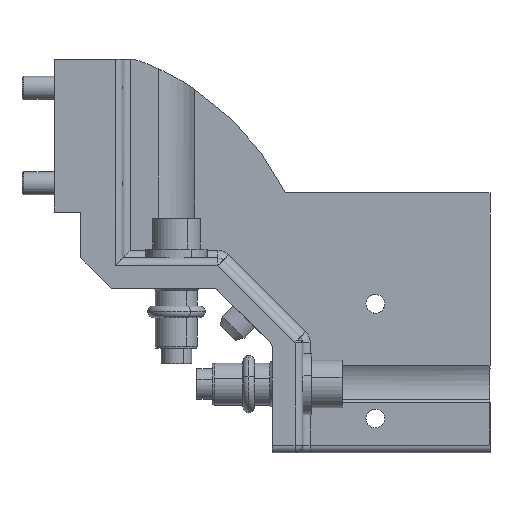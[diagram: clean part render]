
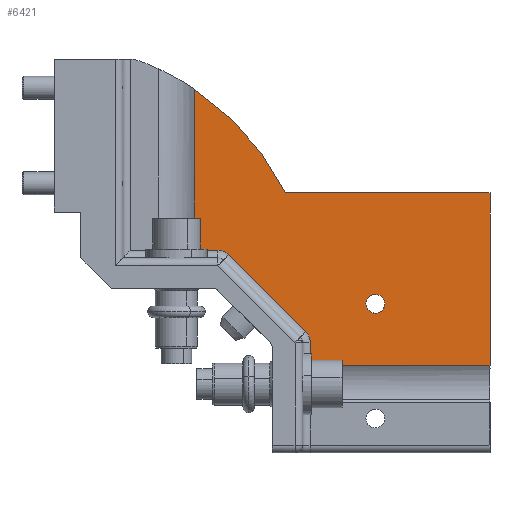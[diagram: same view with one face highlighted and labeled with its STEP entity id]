
A CAD part, front view. The second image highlights one B-rep face of the part: STEP entity #6421.
In plain terms, the highlighted planar face has unit normal (0, -1, 0).
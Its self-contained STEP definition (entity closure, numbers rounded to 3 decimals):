
#5083=AXIS2_PLACEMENT_3D('Circle Axis2P3D',#5081,#5082,$) ;
#5120=AXIS2_PLACEMENT_3D('Circle Axis2P3D',#5118,#5119,$) ;
#6360=AXIS2_PLACEMENT_3D('Plane Axis2P3D',#6357,#6358,#6359) ;
#6395=AXIS2_PLACEMENT_3D('Circle Axis2P3D',#6393,#6394,$) ;
#5076=CARTESIAN_POINT('Vertex',(49.842,-8.,19.821)) ;
#5081=CARTESIAN_POINT('Axis2P3D Location',(52.,-8.,21.)) ;
#5085=CARTESIAN_POINT('Vertex',(54.158,-8.,22.179)) ;
#5118=CARTESIAN_POINT('Axis2P3D Location',(52.,-8.,21.)) ;
#5283=CARTESIAN_POINT('Vertex',(35.,-8.,10.861)) ;
#5287=CARTESIAN_POINT('Control Point',(33.828,-8.,13.689)) ;
#5288=CARTESIAN_POINT('Control Point',(34.384,-8.,13.134)) ;
#5289=CARTESIAN_POINT('Control Point',(34.794,-8.,12.432)) ;
#5290=CARTESIAN_POINT('Control Point',(35.,-8.,11.646)) ;
#5291=CARTESIAN_POINT('Control Point',(35.,-8.,10.861)) ;
#5292=CARTESIAN_POINT('Vertex',(33.828,-8.,13.689)) ;
#5455=CARTESIAN_POINT('Vertex',(13.689,-8.,33.828)) ;
#5459=CARTESIAN_POINT('Control Point',(10.861,-8.,35.)) ;
#5460=CARTESIAN_POINT('Control Point',(11.646,-8.,35.)) ;
#5461=CARTESIAN_POINT('Control Point',(12.432,-8.,34.794)) ;
#5462=CARTESIAN_POINT('Control Point',(13.134,-8.,34.384)) ;
#5463=CARTESIAN_POINT('Control Point',(13.689,-8.,33.828)) ;
#5464=CARTESIAN_POINT('Vertex',(10.861,-8.,35.)) ;
#6314=CARTESIAN_POINT('Vertex',(28.5,-8.,50.)) ;
#6319=CARTESIAN_POINT('Line Origine',(55.25,-8.,50.)) ;
#6323=CARTESIAN_POINT('Vertex',(82.,-8.,50.)) ;
#6357=CARTESIAN_POINT('Axis2P3D Location',(0.,-8.,0.)) ;
#6362=CARTESIAN_POINT('Line Origine',(7.841,-8.,35.)) ;
#6366=CARTESIAN_POINT('Vertex',(4.822,-8.,35.)) ;
#6369=CARTESIAN_POINT('Line Origine',(23.759,-8.,23.759)) ;
#6374=CARTESIAN_POINT('Line Origine',(35.,-8.,7.841)) ;
#6378=CARTESIAN_POINT('Vertex',(35.,-8.,4.822)) ;
#6381=CARTESIAN_POINT('Line Origine',(58.5,-8.,4.822)) ;
#6385=CARTESIAN_POINT('Vertex',(82.,-8.,4.822)) ;
#6388=CARTESIAN_POINT('Line Origine',(82.,-8.,27.411)) ;
#6393=CARTESIAN_POINT('Axis2P3D Location',(-34.262,-8.,19.)) ;
#6397=CARTESIAN_POINT('Vertex',(4.822,-8.,77.073)) ;
#6400=CARTESIAN_POINT('Line Origine',(4.822,-8.,56.037)) ;
#5082=DIRECTION('Axis2P3D Direction',(0.,-1.,-0.)) ;
#5119=DIRECTION('Axis2P3D Direction',(0.,-1.,0.)) ;
#6320=DIRECTION('Vector Direction',(1.,0.,0.)) ;
#6358=DIRECTION('Axis2P3D Direction',(0.,1.,-0.)) ;
#6359=DIRECTION('Axis2P3D XDirection',(-1.,0.,0.)) ;
#6363=DIRECTION('Vector Direction',(1.,0.,0.)) ;
#6370=DIRECTION('Vector Direction',(-0.707,0.,0.707)) ;
#6375=DIRECTION('Vector Direction',(0.,0.,-1.)) ;
#6382=DIRECTION('Vector Direction',(1.,0.,0.)) ;
#6389=DIRECTION('Vector Direction',(0.,0.,-1.)) ;
#6394=DIRECTION('Axis2P3D Direction',(0.,1.,-0.)) ;
#6401=DIRECTION('Vector Direction',(0.,0.,1.)) ;
#6321=VECTOR('Line Direction',#6320,1.) ;
#6364=VECTOR('Line Direction',#6363,1.) ;
#6371=VECTOR('Line Direction',#6370,1.) ;
#6376=VECTOR('Line Direction',#6375,1.) ;
#6383=VECTOR('Line Direction',#6382,1.) ;
#6390=VECTOR('Line Direction',#6389,1.) ;
#6402=VECTOR('Line Direction',#6401,1.) ;
#6406=ORIENTED_EDGE('',*,*,#6368,.T.) ;
#6407=ORIENTED_EDGE('',*,*,#5466,.T.) ;
#6408=ORIENTED_EDGE('',*,*,#6373,.T.) ;
#6409=ORIENTED_EDGE('',*,*,#5294,.T.) ;
#6410=ORIENTED_EDGE('',*,*,#6380,.T.) ;
#6411=ORIENTED_EDGE('',*,*,#6387,.T.) ;
#6412=ORIENTED_EDGE('',*,*,#6392,.F.) ;
#6413=ORIENTED_EDGE('',*,*,#6325,.F.) ;
#6414=ORIENTED_EDGE('',*,*,#6399,.F.) ;
#6415=ORIENTED_EDGE('',*,*,#6404,.F.) ;
#6418=ORIENTED_EDGE('',*,*,#5087,.T.) ;
#6419=ORIENTED_EDGE('',*,*,#5122,.T.) ;
#6420=FACE_BOUND('',#6417,.T.) ;
#6421=ADVANCED_FACE('Brep With Voids',(#6416,#6420),#6361,.F.) ;
#5286=B_SPLINE_CURVE_WITH_KNOTS('',4,(#5287,#5288,#5289,#5290,#5291),.UNSPECIFIED.,.F.,.U.,(5,5),(0.,4.451),.UNSPECIFIED.) ;
#5458=B_SPLINE_CURVE_WITH_KNOTS('',4,(#5459,#5460,#5461,#5462,#5463),.UNSPECIFIED.,.F.,.U.,(5,5),(0.,4.451),.UNSPECIFIED.) ;
#5084=CIRCLE('generated circle',#5083,2.459) ;
#5121=CIRCLE('generated circle',#5120,2.459) ;
#6396=CIRCLE('generated circle',#6395,70.) ;
#5087=EDGE_CURVE('',#5086,#5077,#5084,.F.) ;
#5122=EDGE_CURVE('',#5077,#5086,#5121,.F.) ;
#5294=EDGE_CURVE('',#5293,#5284,#5286,.T.) ;
#5466=EDGE_CURVE('',#5465,#5456,#5458,.T.) ;
#6325=EDGE_CURVE('',#6315,#6324,#6322,.T.) ;
#6368=EDGE_CURVE('',#6367,#5465,#6365,.T.) ;
#6373=EDGE_CURVE('',#5456,#5293,#6372,.F.) ;
#6380=EDGE_CURVE('',#5284,#6379,#6377,.T.) ;
#6387=EDGE_CURVE('',#6379,#6386,#6384,.T.) ;
#6392=EDGE_CURVE('',#6324,#6386,#6391,.T.) ;
#6399=EDGE_CURVE('',#6398,#6315,#6396,.T.) ;
#6404=EDGE_CURVE('',#6367,#6398,#6403,.T.) ;
#6405=EDGE_LOOP('',(#6406,#6407,#6408,#6409,#6410,#6411,#6412,#6413,#6414,#6415)) ;
#6417=EDGE_LOOP('',(#6418,#6419)) ;
#6416=FACE_OUTER_BOUND('',#6405,.T.) ;
#6322=LINE('Line',#6319,#6321) ;
#6365=LINE('Line',#6362,#6364) ;
#6372=LINE('Line',#6369,#6371) ;
#6377=LINE('Line',#6374,#6376) ;
#6384=LINE('Line',#6381,#6383) ;
#6391=LINE('Line',#6388,#6390) ;
#6403=LINE('Line',#6400,#6402) ;
#6361=PLANE('',#6360) ;
#5077=VERTEX_POINT('',#5076) ;
#5086=VERTEX_POINT('',#5085) ;
#5284=VERTEX_POINT('',#5283) ;
#5293=VERTEX_POINT('',#5292) ;
#5456=VERTEX_POINT('',#5455) ;
#5465=VERTEX_POINT('',#5464) ;
#6315=VERTEX_POINT('',#6314) ;
#6324=VERTEX_POINT('',#6323) ;
#6367=VERTEX_POINT('',#6366) ;
#6379=VERTEX_POINT('',#6378) ;
#6386=VERTEX_POINT('',#6385) ;
#6398=VERTEX_POINT('',#6397) ;
